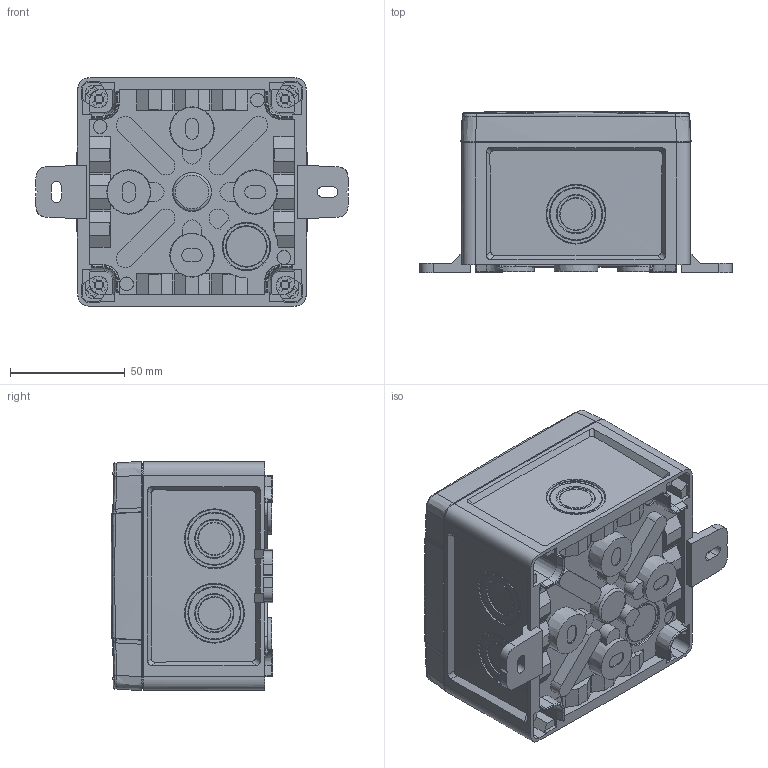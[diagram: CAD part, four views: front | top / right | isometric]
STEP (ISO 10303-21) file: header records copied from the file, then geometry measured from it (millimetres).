
FILE_DESCRIPTION(/* description */ ('STEP AP214'),/* implementation_level */ '2;1');
FILE_NAME(/* name */ '40440101',/* time_stamp */ '2024-12-06T18:51:01+01:00',/* author */ ('License CC BY-ND 4.0'),/* organization */ ('CADENAS'),/* preprocessor_version */ 'ST-DEVELOPER v19.3',/* originating_system */ 'PARTsolutions',/* authorisation */ ' ');
FILE_SCHEMA (('AUTOMOTIVE_DESIGN {1 0 10303 214 3 1 1}'));
Length unit declared in the file: millimetre
Products named in the file (8): 40440101; 40440101_PART1; 40440101_PART2; 40440101_PART3; 40440101_PART4; 40440101_PART5; 40440101_PART6; 40440101_PART7
Assembly tree (10 placements, depth 2):
  40440101
    40440101_PART1  x4
    40440101_PART2
    40440101_PART3
    40440101_PART4
    40440101_PART5
    40440101_PART6
    40440101_PART7
Bounding box: 136 x 70.2 x 99.97 mm (x, y, z)
Volume: 161451.4 mm3; surface area: 134037.2 mm2
Topology: 10 solids, 10 shells, 1832 faces, 4921 edges, 3182 vertices
Faces by surface type: plane 1017, cylinder 287, cone 281, bspline 131, torus 82, sphere 34
Full cylindrical faces by diameter (mm): 1 x4, 1.5 x2, 3.2 x4, 4 x8, 14 x4, 14.5 x1
Entity records: 62977 total; most frequent: CARTESIAN_POINT 22370, ORIENTED_EDGE 8596, DIRECTION 8085, EDGE_CURVE 4298, AXIS2_PLACEMENT_3D 2820, VERTEX_POINT 2817, LINE 2445, VECTOR 2445
